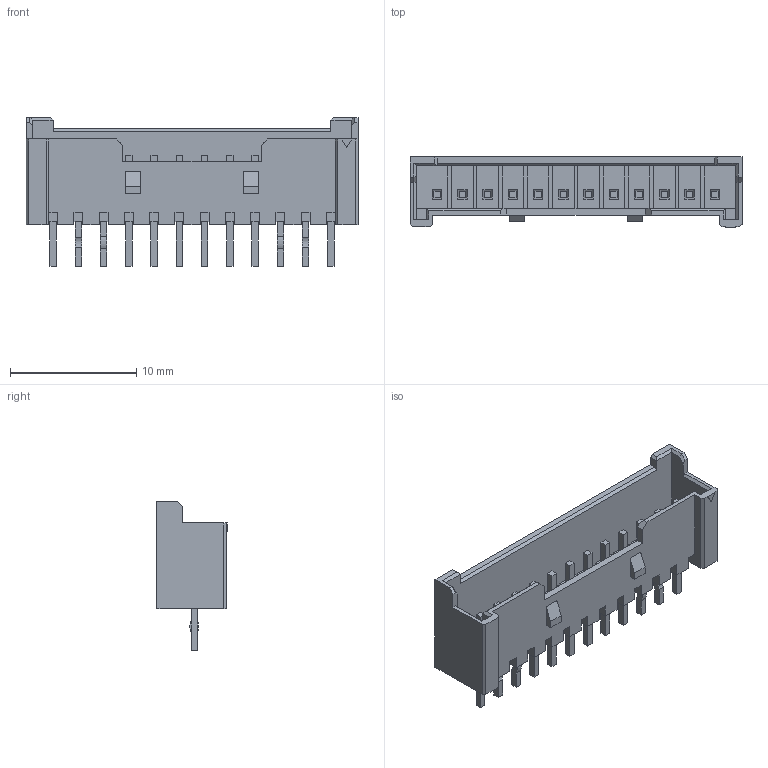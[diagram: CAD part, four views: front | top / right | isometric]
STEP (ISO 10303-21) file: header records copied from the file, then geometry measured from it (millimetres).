
FILE_DESCRIPTION(/* description */ (''),/* implementation_level */ '2;1');
FILE_NAME(/* name */ '35362-1250.step',/* time_stamp */ '2025-04-07T15:50:11-07:00',/* author */ (''),/* organization */ (''),/* preprocessor_version */ 'ST-DEVELOPER v20.1',/* originating_system */ 'Autodesk Translation Framework v14.4.0.0',/* authorisation */ '');
FILE_SCHEMA (('AUTOMOTIVE_DESIGN { 1 0 10303 214 3 1 1 }'));
Length unit declared in the file: millimetre
Products named in the file (1): 353621250
Bounding box: 26.3 x 5.55 x 11.8 mm (x, y, z)
Volume: 392.7 mm3; surface area: 1278.5 mm2
Topology: 1 solids, 1 shells, 370 faces, 968 edges, 626 vertices
Faces by surface type: plane 362, cylinder 8
Entity records: 11097 total; most frequent: CARTESIAN_POINT 1965, ORIENTED_EDGE 1936, DIRECTION 1726, EDGE_CURVE 968, LINE 952, VECTOR 952, VERTEX_POINT 626, EDGE_LOOP 396
